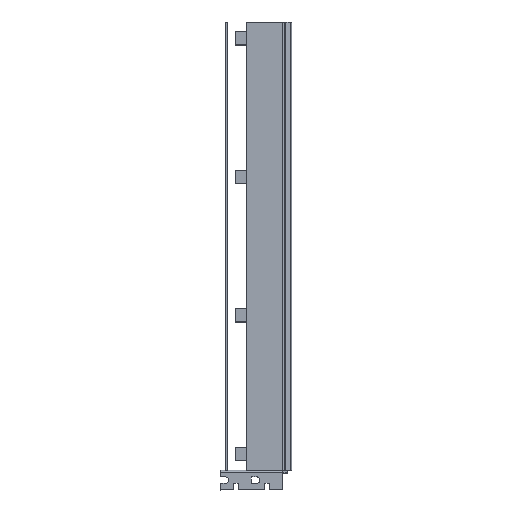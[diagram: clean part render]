
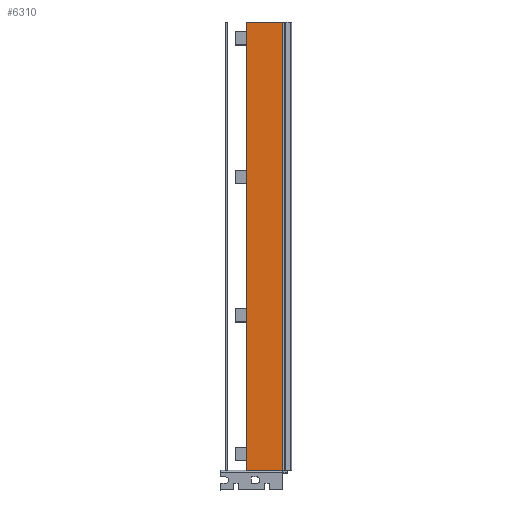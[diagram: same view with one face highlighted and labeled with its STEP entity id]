
A CAD part, top view. The second image highlights one B-rep face of the part: STEP entity #6310.
In plain terms, the highlighted free-form (B-spline) face has degree [1, 1] with [2, 2] control points.
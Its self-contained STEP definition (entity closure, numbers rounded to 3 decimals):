
#6310 = ADVANCED_FACE('',(#6311),#6341,.T.);
#6311 = FACE_BOUND('',#6312,.T.);
#6312 = EDGE_LOOP('',(#6313,#6322,#6329,#6336));
#6313 = ORIENTED_EDGE('',*,*,#6314,.T.);
#6314 = EDGE_CURVE('',#6315,#6317,#6319,.T.);
#6315 = VERTEX_POINT('',#6316);
#6316 = CARTESIAN_POINT('',(-8.682,397.217,
    174.479));
#6317 = VERTEX_POINT('',#6318);
#6318 = CARTESIAN_POINT('',(-8.682,2.171,
    174.479));
#6319 = B_SPLINE_CURVE_WITH_KNOTS('',1,(#6320,#6321),.UNSPECIFIED.,.F.,
  .F.,(2,2),(0.,273.),.PIECEWISE_BEZIER_KNOTS.);
#6320 = CARTESIAN_POINT('',(-8.682,397.217,
    174.479));
#6321 = CARTESIAN_POINT('',(-8.682,2.171,
    174.479));
#6322 = ORIENTED_EDGE('',*,*,#6323,.T.);
#6323 = EDGE_CURVE('',#6317,#6324,#6326,.T.);
#6324 = VERTEX_POINT('',#6325);
#6325 = CARTESIAN_POINT('',(23.153,2.171,
    174.479));
#6326 = B_SPLINE_CURVE_WITH_KNOTS('',1,(#6327,#6328),.UNSPECIFIED.,.F.,
  .F.,(2,2),(0.,22.),.PIECEWISE_BEZIER_KNOTS.);
#6327 = CARTESIAN_POINT('',(-8.682,2.171,
    174.479));
#6328 = CARTESIAN_POINT('',(23.153,2.171,
    174.479));
#6329 = ORIENTED_EDGE('',*,*,#6330,.F.);
#6330 = EDGE_CURVE('',#6331,#6324,#6333,.T.);
#6331 = VERTEX_POINT('',#6332);
#6332 = CARTESIAN_POINT('',(23.153,397.217,
    174.479));
#6333 = B_SPLINE_CURVE_WITH_KNOTS('',1,(#6334,#6335),.UNSPECIFIED.,.F.,
  .F.,(2,2),(0.,273.),.PIECEWISE_BEZIER_KNOTS.);
#6334 = CARTESIAN_POINT('',(23.153,397.217,
    174.479));
#6335 = CARTESIAN_POINT('',(23.153,2.171,
    174.479));
#6336 = ORIENTED_EDGE('',*,*,#6337,.F.);
#6337 = EDGE_CURVE('',#6315,#6331,#6338,.T.);
#6338 = B_SPLINE_CURVE_WITH_KNOTS('',1,(#6339,#6340),.UNSPECIFIED.,.F.,
  .F.,(2,2),(0.,22.),.PIECEWISE_BEZIER_KNOTS.);
#6339 = CARTESIAN_POINT('',(-8.682,397.217,
    174.479));
#6340 = CARTESIAN_POINT('',(23.153,397.217,
    174.479));
#6341 = B_SPLINE_SURFACE_WITH_KNOTS('',1,1,(
    (#6342,#6343)
    ,(#6344,#6345
    )),.UNSPECIFIED.,.F.,.F.,.F.,(2,2),(2,2),(0.,22.),(-273.,0.),
  .PIECEWISE_BEZIER_KNOTS.);
#6342 = CARTESIAN_POINT('',(-8.682,2.171,
    174.479));
#6343 = CARTESIAN_POINT('',(-8.682,397.217,
    174.479));
#6344 = CARTESIAN_POINT('',(23.153,2.171,
    174.479));
#6345 = CARTESIAN_POINT('',(23.153,397.217,
    174.479));
